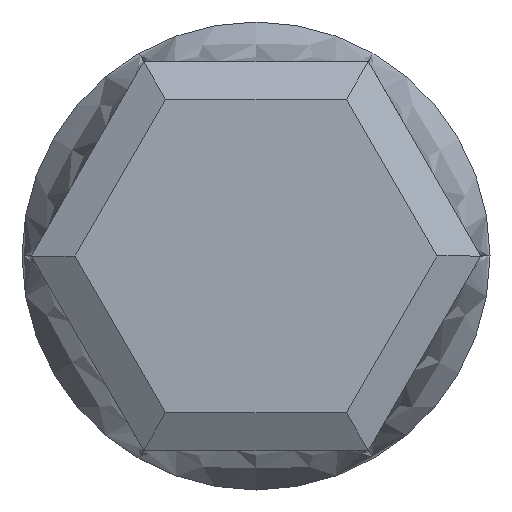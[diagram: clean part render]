
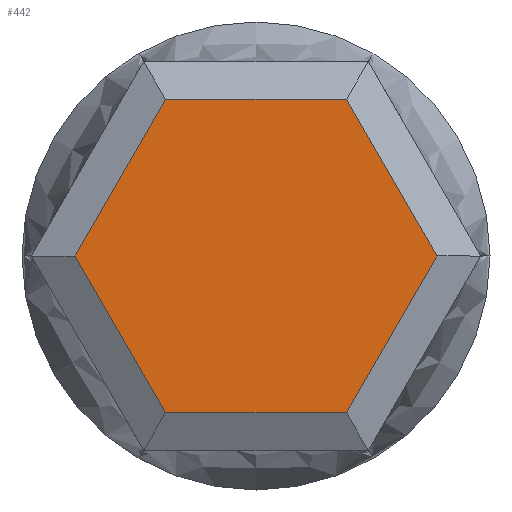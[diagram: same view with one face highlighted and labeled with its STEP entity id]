
A CAD part, left-side view. The second image highlights one B-rep face of the part: STEP entity #442.
In plain terms, the highlighted planar face has unit normal (-1, 0, 0).
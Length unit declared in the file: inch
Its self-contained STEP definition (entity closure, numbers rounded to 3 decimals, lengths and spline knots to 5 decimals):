
#89=CARTESIAN_POINT('',(0.,0.07188,0.1245));
#90=VERTEX_POINT('',#89);
#97=CARTESIAN_POINT('',(0.,-0.07188,0.1245));
#98=VERTEX_POINT('',#97);
#99=CARTESIAN_POINT('',(0.,0.07188,0.1245));
#100=DIRECTION('',(0.0,-1.0,0.0));
#101=VECTOR('',#100,0.14376);
#102=LINE('',#99,#101);
#103=EDGE_CURVE('',#90,#98,#102,.T.);
#129=CARTESIAN_POINT('',(0.,0.07188,-0.1245));
#130=VERTEX_POINT('',#129);
#137=CARTESIAN_POINT('',(0.,0.14376,0.));
#138=VERTEX_POINT('',#137);
#139=CARTESIAN_POINT('',(0.,0.07188,-0.1245));
#140=DIRECTION('',(0.,0.5,0.866));
#141=VECTOR('',#140,0.14376);
#142=LINE('',#139,#141);
#143=EDGE_CURVE('',#130,#138,#142,.T.);
#166=CARTESIAN_POINT('',(0.,0.14376,0.));
#167=DIRECTION('',(0.,-0.5,0.866));
#168=VECTOR('',#167,0.14376);
#169=LINE('',#166,#168);
#170=EDGE_CURVE('',#138,#90,#169,.T.);
#189=CARTESIAN_POINT('',(0.,-0.07188,-0.1245));
#190=VERTEX_POINT('',#189);
#197=CARTESIAN_POINT('',(0.,-0.07188,-0.1245));
#198=DIRECTION('',(0.0,1.0,0.0));
#199=VECTOR('',#198,0.14376);
#200=LINE('',#197,#199);
#201=EDGE_CURVE('',#190,#130,#200,.T.);
#220=CARTESIAN_POINT('',(0.,-0.14376,0.));
#221=VERTEX_POINT('',#220);
#228=CARTESIAN_POINT('',(0.,-0.14376,0.));
#229=DIRECTION('',(0.,0.5,-0.866));
#230=VECTOR('',#229,0.14376);
#231=LINE('',#228,#230);
#232=EDGE_CURVE('',#221,#190,#231,.T.);
#250=CARTESIAN_POINT('',(0.,-0.07188,0.1245));
#251=DIRECTION('',(0.,-0.5,-0.866));
#252=VECTOR('',#251,0.14376);
#253=LINE('',#250,#252);
#254=EDGE_CURVE('',#98,#221,#253,.T.);
#429=CARTESIAN_POINT('',(0.0,0.093,0.0));
#430=DIRECTION('',(-1.0,0.0,0.0));
#431=DIRECTION('',(0.0,0.0,1.0));
#432=AXIS2_PLACEMENT_3D('',#429,#430,#431);
#433=PLANE('',#432);
#434=ORIENTED_EDGE('',*,*,#143,.F.);
#435=ORIENTED_EDGE('',*,*,#201,.F.);
#436=ORIENTED_EDGE('',*,*,#232,.F.);
#437=ORIENTED_EDGE('',*,*,#254,.F.);
#438=ORIENTED_EDGE('',*,*,#103,.F.);
#439=ORIENTED_EDGE('',*,*,#170,.F.);
#440=EDGE_LOOP('',(#434,#435,#436,#437,#438,#439));
#441=FACE_OUTER_BOUND('',#440,.T.);
#442=ADVANCED_FACE('',(#441),#433,.T.);
